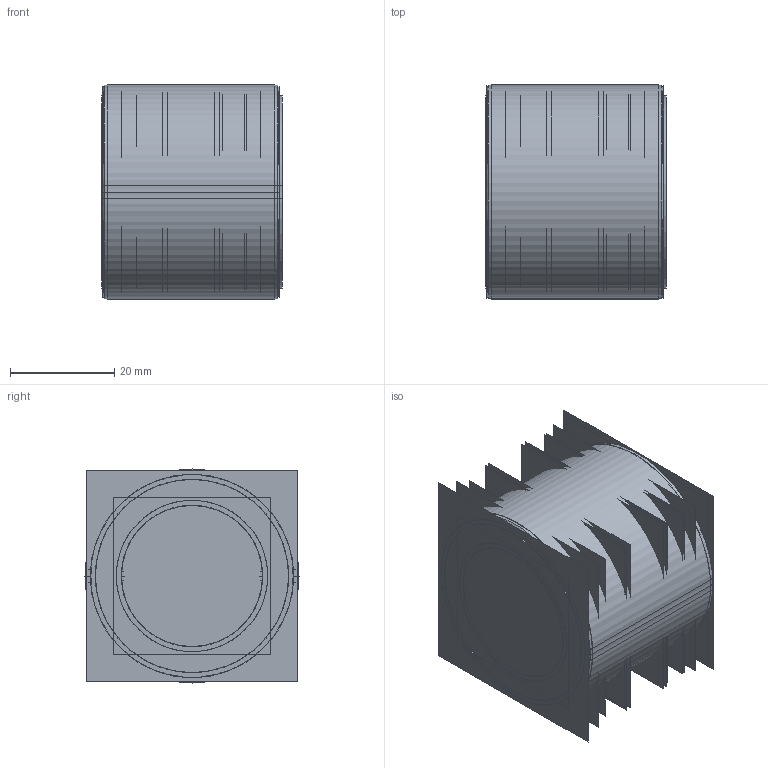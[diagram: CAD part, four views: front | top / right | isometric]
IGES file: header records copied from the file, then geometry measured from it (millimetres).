
Start section:  PTC IGES file: fpd437z.igs
Global section: file name: fpd437z.igs; native system: Creo Parametric by Parametric Technology Corporation; preprocessor: 2013150; author: sales 4; organization: Unknown; date: 20140325.144543; units: millimetre
Bounding box: 34.62 x 41 x 41 mm (x, y, z)
Volume: 22359.6 mm3; surface area: 243258.4 mm2
Topology: 41 solids, 41 shells, 4916 faces, 25272 edges, 31416 vertices
Faces by surface type: bspline 3236, revolution 1680
